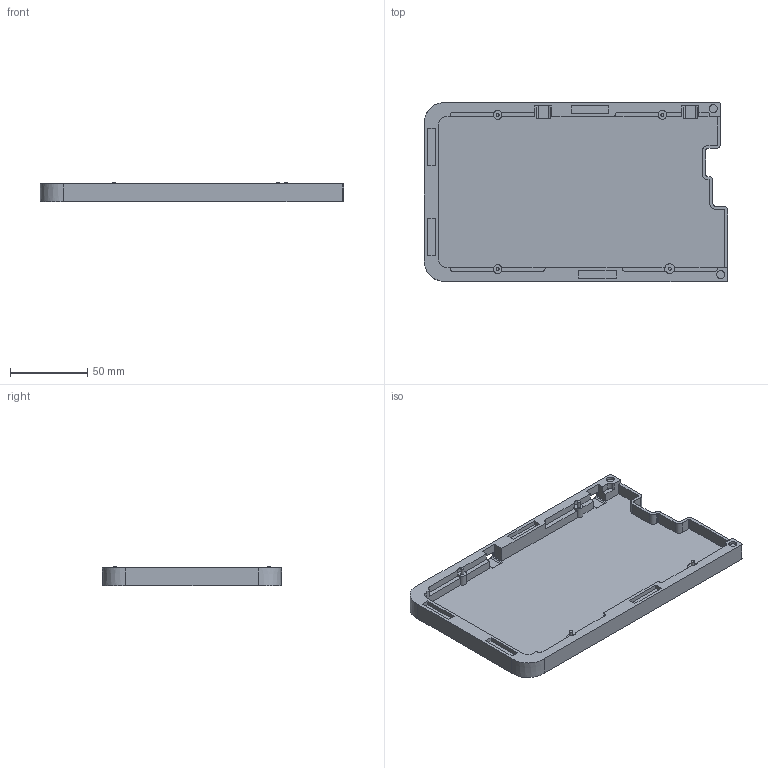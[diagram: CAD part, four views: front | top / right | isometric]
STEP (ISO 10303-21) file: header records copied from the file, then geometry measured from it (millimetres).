
FILE_DESCRIPTION(/* description */ (''),/* implementation_level */ '2;1');
FILE_NAME(/* name */ 'csx_left_bottom.step',/* time_stamp */ '2024-07-25T10:18:18-07:00',/* author */ (''),/* organization */ (''),/* preprocessor_version */ 'ST-DEVELOPER v20',/* originating_system */ 'Autodesk Translation Framework v13.14.0.145',/* authorisation */ '');
FILE_SCHEMA (('AUTOMOTIVE_DESIGN { 1 0 10303 214 3 1 1 }'));
Length unit declared in the file: millimetre
Products named in the file (1): Bottom
Bounding box: 196.49 x 116 x 12.6 mm (x, y, z)
Volume: 73441.1 mm3; surface area: 57953 mm2
Topology: 1 solids, 1 shells, 186 faces, 512 edges, 340 vertices
Faces by surface type: plane 124, cylinder 60, bspline 2
Full cylindrical faces by diameter (mm): 2 x4, 5.2 x2, 6.5 x4
Entity records: 6105 total; most frequent: CARTESIAN_POINT 1201, ORIENTED_EDGE 1024, DIRECTION 1010, EDGE_CURVE 512, LINE 376, VECTOR 376, VERTEX_POINT 340, AXIS2_PLACEMENT_3D 317
